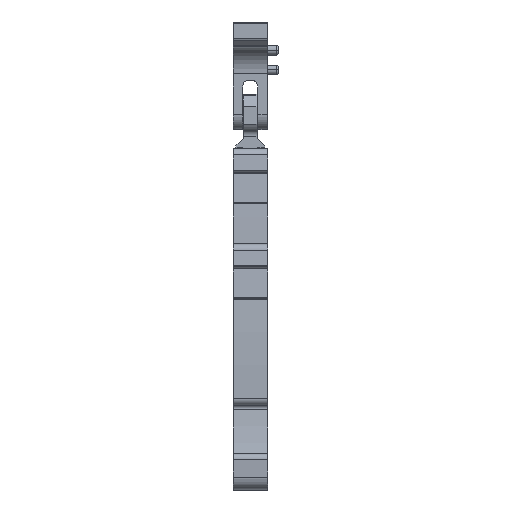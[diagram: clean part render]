
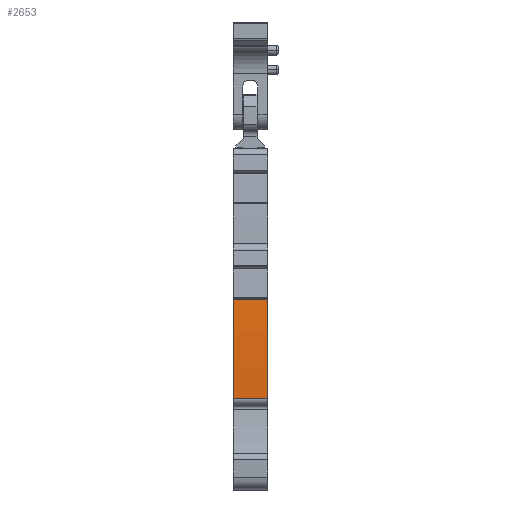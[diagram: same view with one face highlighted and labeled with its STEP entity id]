
A CAD part, front view. The second image highlights one B-rep face of the part: STEP entity #2653.
In plain terms, the highlighted cylindrical face has radius 151.052 mm (diameter 302.104 mm), a partial arc.
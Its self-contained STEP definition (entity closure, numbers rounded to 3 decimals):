
#2601=AXIS2_PLACEMENT_3D('Cylinder Axis2P3D',#2598,#2599,#2600) ;
#2605=AXIS2_PLACEMENT_3D('Circle Axis2P3D',#2603,#2604,$) ;
#2614=AXIS2_PLACEMENT_3D('Circle Axis2P3D',#2612,#2613,$) ;
#2628=AXIS2_PLACEMENT_3D('Circle Axis2P3D',#2626,#2627,$) ;
#2635=AXIS2_PLACEMENT_3D('Circle Axis2P3D',#2633,#2634,$) ;
#2598=CARTESIAN_POINT('Axis2P3D Location',(2.579,152.539,17.05)) ;
#2603=CARTESIAN_POINT('Axis2P3D Location',(0.029,152.539,17.05)) ;
#2607=CARTESIAN_POINT('Vertex',(0.029,1.888,28.054)) ;
#2609=CARTESIAN_POINT('Vertex',(0.029,1.53,13.45)) ;
#2612=CARTESIAN_POINT('Axis2P3D Location',(0.029,152.539,17.05)) ;
#2616=CARTESIAN_POINT('Vertex',(0.029,1.53,13.426)) ;
#2619=CARTESIAN_POINT('Line Origine',(2.579,1.53,13.426)) ;
#2623=CARTESIAN_POINT('Vertex',(5.129,1.53,13.426)) ;
#2626=CARTESIAN_POINT('Axis2P3D Location',(5.129,152.539,17.05)) ;
#2630=CARTESIAN_POINT('Vertex',(5.129,1.53,13.45)) ;
#2633=CARTESIAN_POINT('Axis2P3D Location',(5.129,152.539,17.05)) ;
#2637=CARTESIAN_POINT('Vertex',(5.129,1.888,28.054)) ;
#2640=CARTESIAN_POINT('Line Origine',(2.579,1.888,28.054)) ;
#2599=DIRECTION('Axis2P3D Direction',(1.,0.,0.)) ;
#2600=DIRECTION('Axis2P3D XDirection',(0.,-0.996,0.089)) ;
#2604=DIRECTION('Axis2P3D Direction',(1.,0.,0.)) ;
#2613=DIRECTION('Axis2P3D Direction',(1.,0.,0.)) ;
#2620=DIRECTION('Vector Direction',(1.,0.,0.)) ;
#2627=DIRECTION('Axis2P3D Direction',(1.,0.,0.)) ;
#2634=DIRECTION('Axis2P3D Direction',(1.,0.,0.)) ;
#2641=DIRECTION('Vector Direction',(1.,0.,0.)) ;
#2621=VECTOR('Line Direction',#2620,1.) ;
#2642=VECTOR('Line Direction',#2641,1.) ;
#2646=ORIENTED_EDGE('',*,*,#2611,.T.) ;
#2647=ORIENTED_EDGE('',*,*,#2618,.T.) ;
#2648=ORIENTED_EDGE('',*,*,#2625,.T.) ;
#2649=ORIENTED_EDGE('',*,*,#2632,.F.) ;
#2650=ORIENTED_EDGE('',*,*,#2639,.F.) ;
#2651=ORIENTED_EDGE('',*,*,#2644,.F.) ;
#2653=ADVANCED_FACE('MLD',(#2652),#2602,.T.) ;
#2606=CIRCLE('generated circle',#2605,151.052) ;
#2615=CIRCLE('generated circle',#2614,151.052) ;
#2629=CIRCLE('generated circle',#2628,151.052) ;
#2636=CIRCLE('generated circle',#2635,151.052) ;
#2602=CYLINDRICAL_SURFACE('generated cylinder',#2601,151.052) ;
#2611=EDGE_CURVE('',#2608,#2610,#2606,.T.) ;
#2618=EDGE_CURVE('',#2610,#2617,#2615,.T.) ;
#2625=EDGE_CURVE('',#2617,#2624,#2622,.T.) ;
#2632=EDGE_CURVE('',#2631,#2624,#2629,.T.) ;
#2639=EDGE_CURVE('',#2638,#2631,#2636,.T.) ;
#2644=EDGE_CURVE('',#2608,#2638,#2643,.T.) ;
#2645=EDGE_LOOP('',(#2646,#2647,#2648,#2649,#2650,#2651)) ;
#2652=FACE_OUTER_BOUND('',#2645,.T.) ;
#2622=LINE('Line',#2619,#2621) ;
#2643=LINE('Line',#2640,#2642) ;
#2608=VERTEX_POINT('',#2607) ;
#2610=VERTEX_POINT('',#2609) ;
#2617=VERTEX_POINT('',#2616) ;
#2624=VERTEX_POINT('',#2623) ;
#2631=VERTEX_POINT('',#2630) ;
#2638=VERTEX_POINT('',#2637) ;
